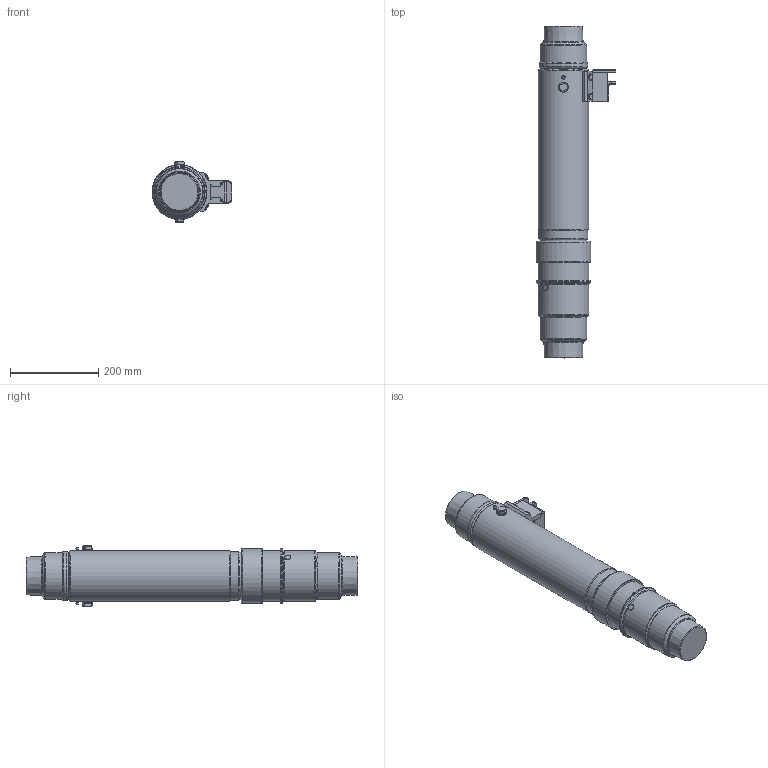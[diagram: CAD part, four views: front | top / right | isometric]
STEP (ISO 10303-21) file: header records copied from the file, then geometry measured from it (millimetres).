
FILE_DESCRIPTION (( 'STEP AP214' ), '1' );
FILE_NAME ('88591201_defeature.STEP', '2023-01-16T13:48:41', ( '' ), ( '' ), 'SwSTEP 2.0', 'SolidWorks 2021', '' );
FILE_SCHEMA (( 'AUTOMOTIVE_DESIGN' ));
Length unit declared in the file: inch
Products named in the file (1): 88591201_defeature
Bounding box: 181.05 x 751.81 x 137.01 mm (x, y, z)
Volume: 10374247.7 mm3; surface area: 488491.7 mm2
Topology: 5 solids, 5 shells, 645 faces, 1684 edges, 1102 vertices
Faces by surface type: plane 268, bspline 236, cylinder 66, cone 52, torus 23
Full cylindrical faces by diameter (mm): 0.787 x2, 1.575 x2, 3.175 x2, 4.953 x2, 7.938 x2, 9.525 x4, 12.446 x4, 14.287 x1, 14.288 x3, 15.85 x1, 15.875 x2, 22.225 x5, 23.393 x1, 95.021 x2, 101.956 x1, 106.223 x2, 107.696 x2, 107.95 x1, 111.023 x1, 111.125 x1, 114.3 x3, 124.612 x2
Entity records: 50886 total; most frequent: CARTESIAN_POINT 35452, ORIENTED_EDGE 3070, DIRECTION 2040, EDGE_CURVE 1535, VERTEX_POINT 1069, EDGE_LOOP 836, LINE 802, VECTOR 802
